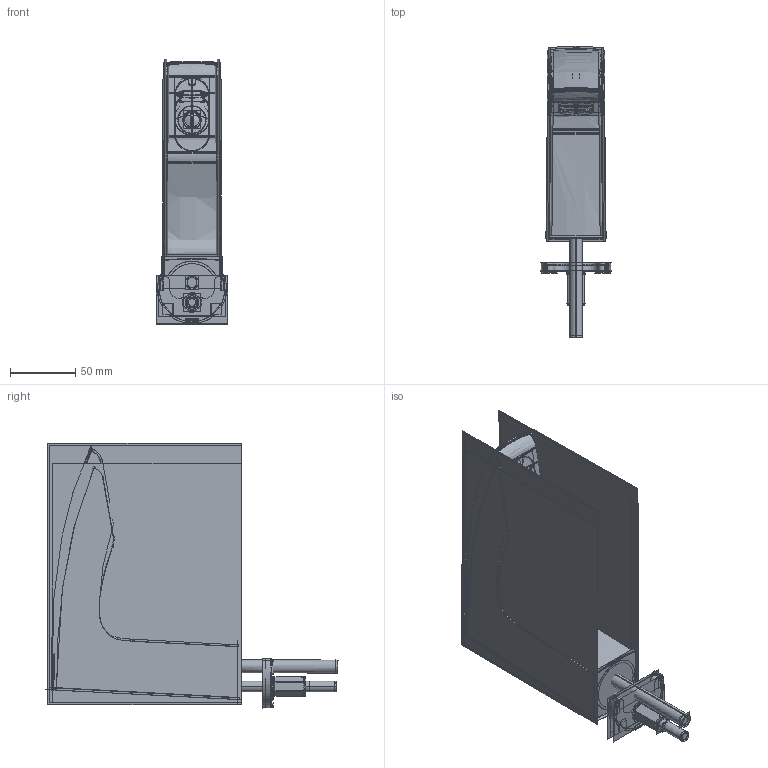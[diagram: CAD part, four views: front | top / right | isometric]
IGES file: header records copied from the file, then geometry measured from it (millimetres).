
Start section:  PTC IGES file: FFAS8506.igs
Global section: file name: FFAS8506.igs; native system: Creo Parametric by PTC Inc.; preprocessor: 2014440; author: 10114277; organization: Unknown; date: 20181029.174214; units: millimetre
Bounding box: 55.13 x 223.72 x 203.18 mm (x, y, z)
Volume: 357252.2 mm3; surface area: 4717220.6 mm2
Topology: 27 solids, 56 shells, 5848 faces, 36874 edges, 51639 vertices
Faces by surface type: bspline 3205, revolution 1763, extrusion 880
